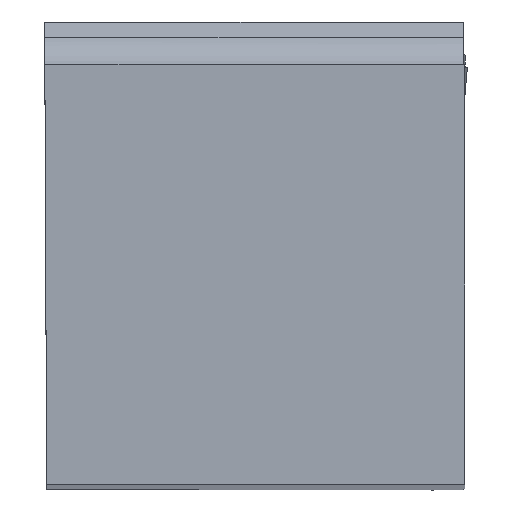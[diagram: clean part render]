
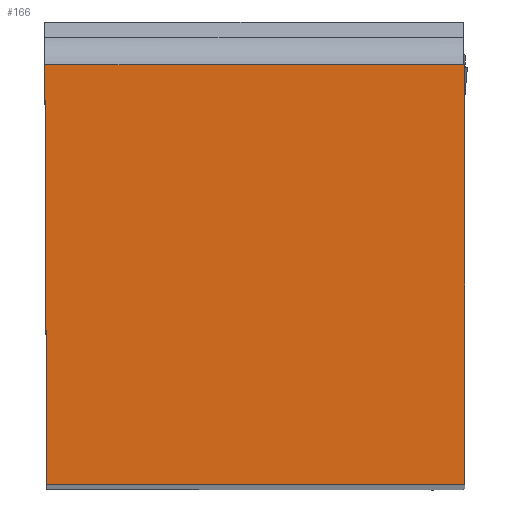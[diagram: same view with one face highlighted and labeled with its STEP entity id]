
A CAD part, top view. The second image highlights one B-rep face of the part: STEP entity #166.
In plain terms, the highlighted planar face has unit normal (0, 0, 1).
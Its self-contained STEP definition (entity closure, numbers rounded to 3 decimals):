
#166=ADVANCED_FACE('CU_BACK_SU1',(#276),#237,.F.);
#237=PLANE('',#1540);
#276=FACE_OUTER_BOUND('',#349,.T.);
#349=EDGE_LOOP('',(#502,#503,#504,#505));
#502=ORIENTED_EDGE('',*,*,#1011,.T.);
#503=ORIENTED_EDGE('',*,*,#1020,.T.);
#504=ORIENTED_EDGE('',*,*,#1021,.T.);
#505=ORIENTED_EDGE('',*,*,#1014,.F.);
#879=VERTEX_POINT('',#2135);
#880=VERTEX_POINT('',#2137);
#881=VERTEX_POINT('',#2142);
#884=VERTEX_POINT('',#2153);
#1011=EDGE_CURVE('',#880,#879,#1202,.T.);
#1014=EDGE_CURVE('',#880,#881,#1205,.T.);
#1020=EDGE_CURVE('',#879,#884,#1210,.T.);
#1021=EDGE_CURVE('',#884,#881,#1211,.T.);
#1202=LINE('',#2136,#1330);
#1205=LINE('',#2141,#1333);
#1210=LINE('',#2152,#1338);
#1211=LINE('',#2154,#1339);
#1330=VECTOR('',#1711,1.);
#1333=VECTOR('',#1716,1.);
#1338=VECTOR('',#1727,1.);
#1339=VECTOR('',#1728,1.);
#1540=AXIS2_PLACEMENT_3D('',#2155,#1729,#1730);
#1711=DIRECTION('',(1.,0.,0.));
#1716=DIRECTION('',(-0.004,1.,0.));
#1727=DIRECTION('',(0.,1.,0.));
#1728=DIRECTION('',(-1.,0.,0.));
#1729=DIRECTION('',(0.,0.,-1.));
#1730=DIRECTION('',(-1.,0.,0.));
#2135=CARTESIAN_POINT('',(15.9,0.,0.));
#2136=CARTESIAN_POINT('',(38.805,0.,0.));
#2137=CARTESIAN_POINT('',(0.069,0.,0.));
#2141=CARTESIAN_POINT('',(-0.087,35.73,0.));
#2142=CARTESIAN_POINT('',(0.,15.9,0.));
#2152=CARTESIAN_POINT('',(15.9,35.9,0.));
#2153=CARTESIAN_POINT('',(15.9,15.9,0.));
#2154=CARTESIAN_POINT('',(38.805,15.9,0.));
#2155=CARTESIAN_POINT('',(38.805,35.9,0.));
